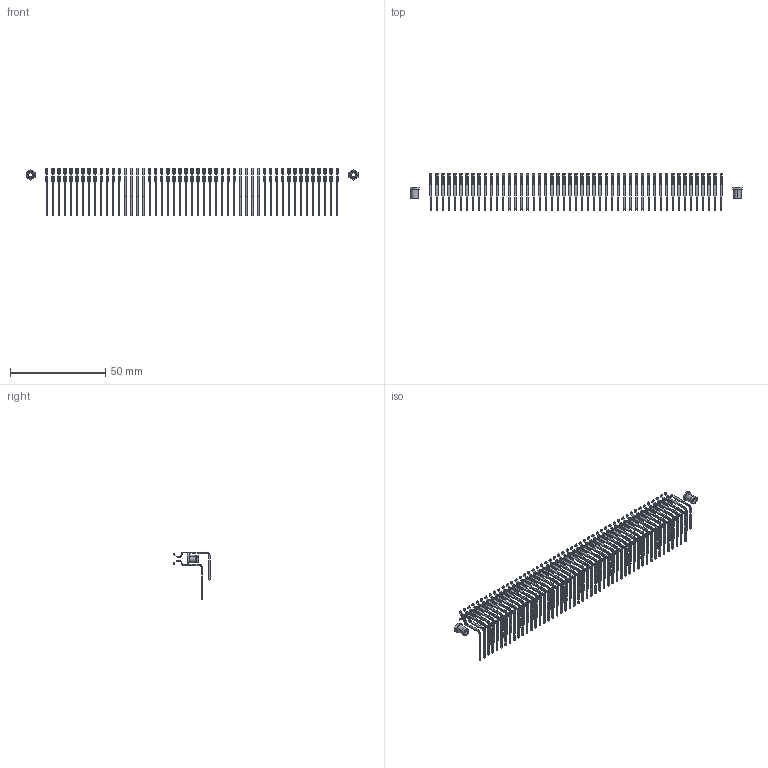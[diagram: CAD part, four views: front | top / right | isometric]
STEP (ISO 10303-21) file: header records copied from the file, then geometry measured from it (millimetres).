
FILE_DESCRIPTION (( 'STEP AP203' ), '1' );
FILE_NAME ('346-098-559-208.STEP', '2018-08-30T09:42:42', ( '' ), ( '' ), 'SwSTEP 2.0', 'SolidWorks 2016', '' );
FILE_SCHEMA (( 'CONFIG_CONTROL_DESIGN' ));
Length unit declared in the file: inch
Products named in the file (5): 345-292-001_558 559 Tail - 1; 345-292-001_559 Tail - 2; 345-250-001_345-250-003-102; 346-098-559-208; 346 Part_Flush Mounting Lugs - 0.156 Dia-TI
Assembly tree (101 placements, depth 2):
  346-098-559-208
    346 Part_Flush Mounting Lugs - 0.156 Dia-TI
    345-292-001_558 559 Tail - 1  x49
    345-292-001_559 Tail - 2  x49
    345-250-001_345-250-003-102  x2
Bounding box: 174.17 x 18.99 x 24.96 mm (x, y, z)
Volume: 1546.6 mm3; surface area: 10096 mm2
Topology: 100 solids, 100 shells, 4750 faces, 13820 edges, 9076 vertices
Faces by surface type: plane 3154, cylinder 1580, cone 12, torus 4
Entity records: 34006 total; most frequent: CARTESIAN_POINT 5630, ORIENTED_EDGE 5506, DIRECTION 5011, EDGE_CURVE 2753, LINE 2365, VECTOR 2365, VERTEX_POINT 1828, AXIS2_PLACEMENT_3D 1323
